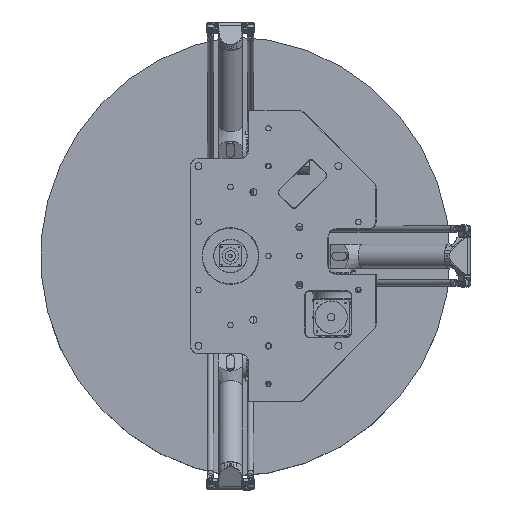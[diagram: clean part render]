
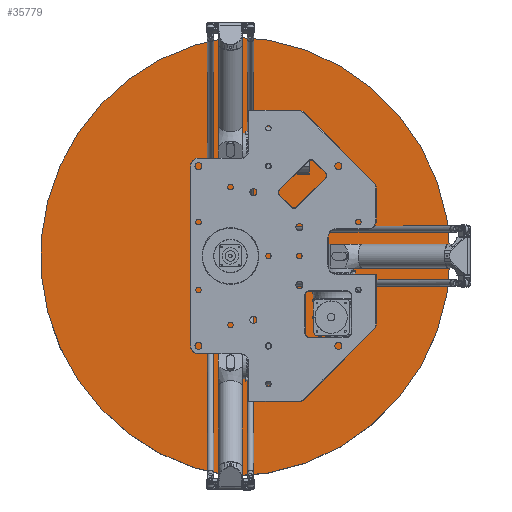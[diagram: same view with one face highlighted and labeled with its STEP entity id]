
A CAD part, top view. The second image highlights one B-rep face of the part: STEP entity #35779.
In plain terms, the highlighted face is planar.
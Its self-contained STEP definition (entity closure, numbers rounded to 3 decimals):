
#2774=PLANE('',#38428);
#10320=FACE_OUTER_BOUND('',#12602,.T.);
#12602=EDGE_LOOP('',(#25745,#25746));
#15663=CIRCLE('',#38425,555.921);
#15664=CIRCLE('',#38427,550.);
#17578=VERTEX_POINT('',#53300);
#17579=VERTEX_POINT('',#53302);
#20876=EDGE_CURVE('',#17579,#17578,#15663,.T.);
#20878=EDGE_CURVE('',#17578,#17579,#15664,.T.);
#25745=ORIENTED_EDGE('',*,*,#20878,.T.);
#25746=ORIENTED_EDGE('',*,*,#20876,.T.);
#35779=ADVANCED_FACE('',(#10320),#2774,.T.);
#38425=AXIS2_PLACEMENT_3D('',#53303,#42434,#42435);
#38427=AXIS2_PLACEMENT_3D('',#53306,#42439,#42440);
#38428=AXIS2_PLACEMENT_3D('',#53307,#42441,#42442);
#42434=DIRECTION('center_axis',(0.,1.,0.));
#42435=DIRECTION('ref_axis',(0.146,0.,0.989));
#42439=DIRECTION('center_axis',(0.,1.,0.));
#42440=DIRECTION('ref_axis',(0.,0.,
-1.));
#42441=DIRECTION('center_axis',(0.,1.,0.));
#42442=DIRECTION('ref_axis',(-1.,0.,0.));
#53300=CARTESIAN_POINT('',(0.,400.,-550.));
#53302=CARTESIAN_POINT('',(0.,400.,550.));
#53303=CARTESIAN_POINT('Origin',(-80.921,400.,0.));
#53306=CARTESIAN_POINT('Origin',(0.,400.,0.));
#53307=CARTESIAN_POINT('Origin',(0.,400.,0.));
